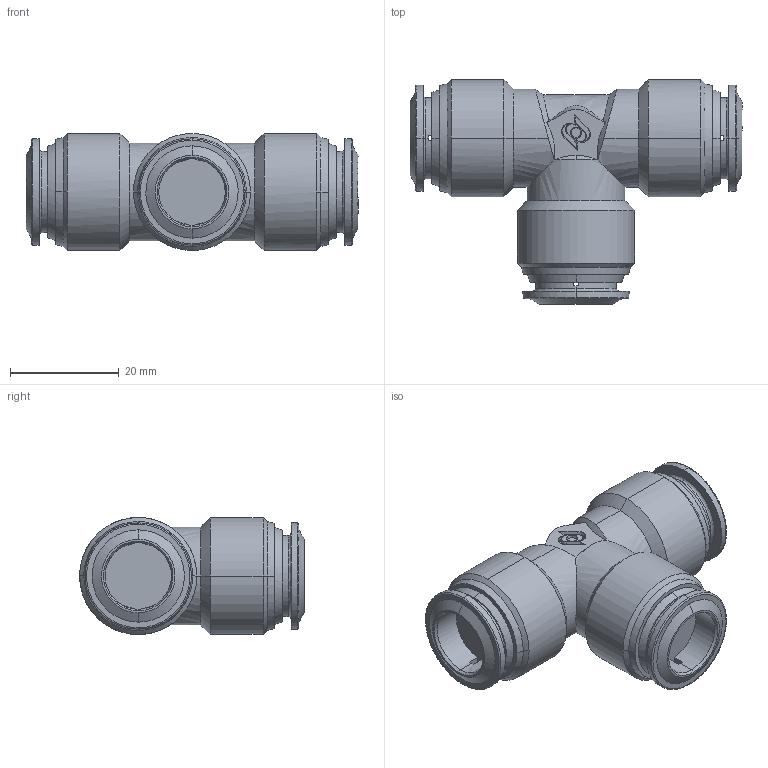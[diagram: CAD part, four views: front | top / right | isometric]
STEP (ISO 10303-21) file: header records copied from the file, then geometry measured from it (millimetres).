
FILE_DESCRIPTION (( 'STEP AP214' ), '1' );
FILE_NAME ('PUT12_ME.STEP', '2018-09-06T13:59:39', ( '' ), ( '' ), 'SwSTEP 2.0', 'SolidWorks 2018', '' );
FILE_SCHEMA (( 'AUTOMOTIVE_DESIGN' ));
Length unit declared in the file: millimetre
Products named in the file (1): PUT12_ME
Bounding box: 61 x 41.25 x 21.5 mm (x, y, z)
Volume: 22315.5 mm3; surface area: 7520 mm2
Topology: 1 solids, 1 shells, 184 faces, 463 edges, 296 vertices
Faces by surface type: bspline 184
Entity records: 9051 total; most frequent: CARTESIAN_POINT 6317, ORIENTED_EDGE 926, EDGE_CURVE 463, B_SPLINE_CURVE_WITH_KNOTS 338, VERTEX_POINT 296, EDGE_LOOP 211, FACE_OUTER_BOUND 184, ADVANCED_FACE 184
